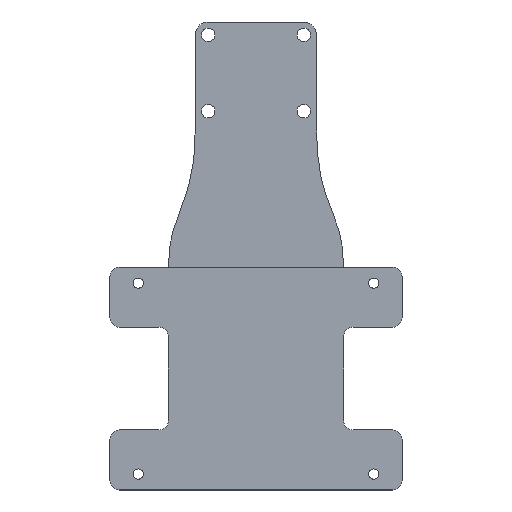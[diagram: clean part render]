
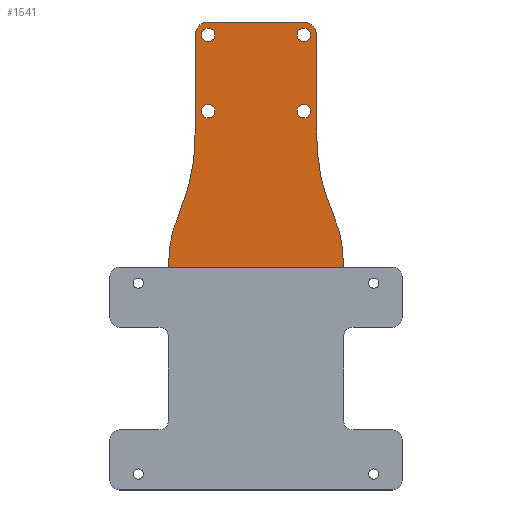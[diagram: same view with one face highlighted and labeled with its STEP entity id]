
A CAD part, top view. The second image highlights one B-rep face of the part: STEP entity #1541.
In plain terms, the highlighted planar face has unit normal (0, 0, 1).
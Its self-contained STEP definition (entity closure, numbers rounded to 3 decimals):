
#19=FACE_BOUND('',#180,.T.);
#20=FACE_BOUND('',#181,.T.);
#21=FACE_BOUND('',#182,.T.);
#22=FACE_BOUND('',#183,.T.);
#39=(
BOUNDED_CURVE()
B_SPLINE_CURVE(5,(#2308,#2309,#2310,#2311,#2312,#2313,#2314,#2315,#2316,
#2317),.UNSPECIFIED.,.F.,.F.)
B_SPLINE_CURVE_WITH_KNOTS((6,1,1,1,1,6),(0.,0.2,0.4,0.6,0.8,1.),
 .UNSPECIFIED.)
CURVE()
GEOMETRIC_REPRESENTATION_ITEM()
RATIONAL_B_SPLINE_CURVE((1.,1.,1.,1.,1.,1.,1.,1.,1.,1.))
REPRESENTATION_ITEM('')
);
#40=(
BOUNDED_CURVE()
B_SPLINE_CURVE(5,(#2325,#2326,#2327,#2328,#2329,#2330,#2331,#2332,#2333,
#2334),.UNSPECIFIED.,.F.,.F.)
B_SPLINE_CURVE_WITH_KNOTS((6,1,1,1,1,6),(0.,0.2,0.4,0.6,
0.8,1.),.UNSPECIFIED.)
CURVE()
GEOMETRIC_REPRESENTATION_ITEM()
RATIONAL_B_SPLINE_CURVE((1.,1.,1.,1.,1.,1.,1.,1.,1.,1.))
REPRESENTATION_ITEM('')
);
#44=PLANE('',#1651);
#94=FACE_OUTER_BOUND('',#179,.T.);
#179=EDGE_LOOP('',(#1061,#1062,#1063,#1064,#1065,#1066,#1067,#1068,#1069,
#1070));
#180=EDGE_LOOP('',(#1071));
#181=EDGE_LOOP('',(#1072));
#182=EDGE_LOOP('',(#1073));
#183=EDGE_LOOP('',(#1074));
#284=LINE('',#2300,#434);
#287=LINE('',#2306,#437);
#288=LINE('',#2319,#438);
#289=LINE('',#2321,#439);
#290=LINE('',#2323,#440);
#291=LINE('',#2336,#441);
#434=VECTOR('',#1834,10.);
#437=VECTOR('',#1839,10.);
#438=VECTOR('',#1840,10.);
#439=VECTOR('',#1841,10.);
#440=VECTOR('',#1842,10.);
#441=VECTOR('',#1843,10.);
#578=CIRCLE('',#1636,2.1);
#580=CIRCLE('',#1639,2.1);
#582=CIRCLE('',#1642,2.1);
#584=CIRCLE('',#1645,2.1);
#586=CIRCLE('',#1648,4.);
#588=CIRCLE('',#1652,4.);
#654=VERTEX_POINT('',#2266);
#656=VERTEX_POINT('',#2272);
#658=VERTEX_POINT('',#2278);
#660=VERTEX_POINT('',#2284);
#662=VERTEX_POINT('',#2290);
#663=VERTEX_POINT('',#2291);
#666=VERTEX_POINT('',#2299);
#668=VERTEX_POINT('',#2305);
#669=VERTEX_POINT('',#2307);
#670=VERTEX_POINT('',#2318);
#671=VERTEX_POINT('',#2320);
#672=VERTEX_POINT('',#2322);
#673=VERTEX_POINT('',#2324);
#674=VERTEX_POINT('',#2335);
#807=EDGE_CURVE('',#654,#654,#578,.T.);
#810=EDGE_CURVE('',#656,#656,#580,.T.);
#813=EDGE_CURVE('',#658,#658,#582,.T.);
#816=EDGE_CURVE('',#660,#660,#584,.T.);
#819=EDGE_CURVE('',#662,#663,#586,.T.);
#823=EDGE_CURVE('',#666,#663,#284,.T.);
#826=EDGE_CURVE('',#662,#668,#287,.T.);
#827=EDGE_CURVE('',#669,#668,#39,.T.);
#828=EDGE_CURVE('',#670,#669,#288,.T.);
#829=EDGE_CURVE('',#670,#671,#289,.T.);
#830=EDGE_CURVE('',#671,#672,#290,.T.);
#831=EDGE_CURVE('',#672,#673,#40,.T.);
#832=EDGE_CURVE('',#673,#674,#291,.T.);
#833=EDGE_CURVE('',#666,#674,#588,.T.);
#1061=ORIENTED_EDGE('',*,*,#819,.F.);
#1062=ORIENTED_EDGE('',*,*,#826,.T.);
#1063=ORIENTED_EDGE('',*,*,#827,.F.);
#1064=ORIENTED_EDGE('',*,*,#828,.F.);
#1065=ORIENTED_EDGE('',*,*,#829,.T.);
#1066=ORIENTED_EDGE('',*,*,#830,.T.);
#1067=ORIENTED_EDGE('',*,*,#831,.T.);
#1068=ORIENTED_EDGE('',*,*,#832,.T.);
#1069=ORIENTED_EDGE('',*,*,#833,.F.);
#1070=ORIENTED_EDGE('',*,*,#823,.T.);
#1071=ORIENTED_EDGE('',*,*,#807,.T.);
#1072=ORIENTED_EDGE('',*,*,#810,.T.);
#1073=ORIENTED_EDGE('',*,*,#813,.T.);
#1074=ORIENTED_EDGE('',*,*,#816,.T.);
#1541=ADVANCED_FACE('',(#94,#19,#20,#21,#22),#44,.F.);
#1636=AXIS2_PLACEMENT_3D('',#2267,#1798,#1799);
#1639=AXIS2_PLACEMENT_3D('',#2273,#1805,#1806);
#1642=AXIS2_PLACEMENT_3D('',#2279,#1812,#1813);
#1645=AXIS2_PLACEMENT_3D('',#2285,#1819,#1820);
#1648=AXIS2_PLACEMENT_3D('',#2292,#1826,#1827);
#1651=AXIS2_PLACEMENT_3D('',#2304,#1837,#1838);
#1652=AXIS2_PLACEMENT_3D('',#2337,#1844,#1845);
#1798=DIRECTION('center_axis',(0.,0.,
-1.));
#1799=DIRECTION('ref_axis',(1.,0.,0.));
#1805=DIRECTION('center_axis',(0.,0.,
-1.));
#1806=DIRECTION('ref_axis',(1.,0.,0.));
#1812=DIRECTION('center_axis',(0.,0.,
-1.));
#1813=DIRECTION('ref_axis',(1.,0.,0.));
#1819=DIRECTION('center_axis',(0.,0.,
-1.));
#1820=DIRECTION('ref_axis',(1.,0.,0.));
#1826=DIRECTION('center_axis',(0.,0.,
-1.));
#1827=DIRECTION('ref_axis',(-0.708,0.707,0.));
#1834=DIRECTION('',(-1.,0.,0.));
#1837=DIRECTION('center_axis',(0.,0.,
-1.));
#1838=DIRECTION('ref_axis',(1.,0.,0.));
#1839=DIRECTION('',(0.002,-1.,0.));
#1840=DIRECTION('',(0.,1.,0.));
#1841=DIRECTION('',(1.,0.,0.));
#1842=DIRECTION('',(0.,1.,0.));
#1843=DIRECTION('',(0.,1.,0.));
#1844=DIRECTION('center_axis',(0.,0.,
-1.));
#1845=DIRECTION('ref_axis',(0.707,0.707,0.));
#2266=CARTESIAN_POINT('',(-17.05,83.963,5.5));
#2267=CARTESIAN_POINT('Origin',(-14.95,83.963,5.5));
#2272=CARTESIAN_POINT('',(12.95,83.963,5.5));
#2273=CARTESIAN_POINT('Origin',(15.05,83.963,5.5));
#2278=CARTESIAN_POINT('',(-17.05,107.963,5.5));
#2279=CARTESIAN_POINT('Origin',(-14.95,107.963,5.5));
#2284=CARTESIAN_POINT('',(12.95,107.963,5.5));
#2285=CARTESIAN_POINT('Origin',(15.05,107.963,5.5));
#2290=CARTESIAN_POINT('',(-18.994,107.994,5.5));
#2291=CARTESIAN_POINT('',(-14.994,112.,5.5));
#2292=CARTESIAN_POINT('Origin',(-14.994,108.,5.5));
#2299=CARTESIAN_POINT('',(15.,112.,5.5));
#2300=CARTESIAN_POINT('',(19.,112.,5.5));
#2304=CARTESIAN_POINT('Origin',(0.05,73.482,5.5));
#2305=CARTESIAN_POINT('',(-18.95,79.963,5.5));
#2306=CARTESIAN_POINT('',(-19.,112.,5.5));
#2307=CARTESIAN_POINT('',(-27.45,35.113,5.5));
#2308=CARTESIAN_POINT('Ctrl Pts',(-27.45,35.113,5.5));
#2309=CARTESIAN_POINT('Ctrl Pts',(-27.45,37.106,5.5));
#2310=CARTESIAN_POINT('Ctrl Pts',(-27.276,40.832,5.5));
#2311=CARTESIAN_POINT('Ctrl Pts',(-26.492,45.648,5.5));
#2312=CARTESIAN_POINT('Ctrl Pts',(-24.609,50.9,5.5));
#2313=CARTESIAN_POINT('Ctrl Pts',(-21.762,57.336,5.5));
#2314=CARTESIAN_POINT('Ctrl Pts',(-19.885,64.138,5.5));
#2315=CARTESIAN_POINT('Ctrl Pts',(-19.111,71.152,5.5));
#2316=CARTESIAN_POINT('Ctrl Pts',(-18.945,76.855,5.5));
#2317=CARTESIAN_POINT('Ctrl Pts',(-18.95,79.963,5.5));
#2318=CARTESIAN_POINT('',(-27.45,34.963,5.5));
#2319=CARTESIAN_POINT('',(-27.45,34.963,5.5));
#2320=CARTESIAN_POINT('',(27.55,34.964,5.5));
#2321=CARTESIAN_POINT('',(-27.45,34.963,5.5));
#2322=CARTESIAN_POINT('',(27.55,35.124,5.5));
#2323=CARTESIAN_POINT('',(27.55,35.114,5.5));
#2324=CARTESIAN_POINT('',(19.,80.,5.5));
#2325=CARTESIAN_POINT('Ctrl Pts',(27.55,35.124,5.5));
#2326=CARTESIAN_POINT('Ctrl Pts',(27.55,37.144,5.5));
#2327=CARTESIAN_POINT('Ctrl Pts',(27.375,40.911,5.5));
#2328=CARTESIAN_POINT('Ctrl Pts',(26.589,45.733,5.5));
#2329=CARTESIAN_POINT('Ctrl Pts',(24.702,50.907,5.5));
#2330=CARTESIAN_POINT('Ctrl Pts',(21.847,57.208,5.5));
#2331=CARTESIAN_POINT('Ctrl Pts',(19.96,63.971,5.5));
#2332=CARTESIAN_POINT('Ctrl Pts',(19.175,71.044,5.5));
#2333=CARTESIAN_POINT('Ctrl Pts',(19.,76.835,5.5));
#2334=CARTESIAN_POINT('Ctrl Pts',(19.,80.,5.5));
#2335=CARTESIAN_POINT('',(19.,108.,5.5));
#2336=CARTESIAN_POINT('',(19.,80.,5.5));
#2337=CARTESIAN_POINT('Origin',(15.,108.,5.5));
